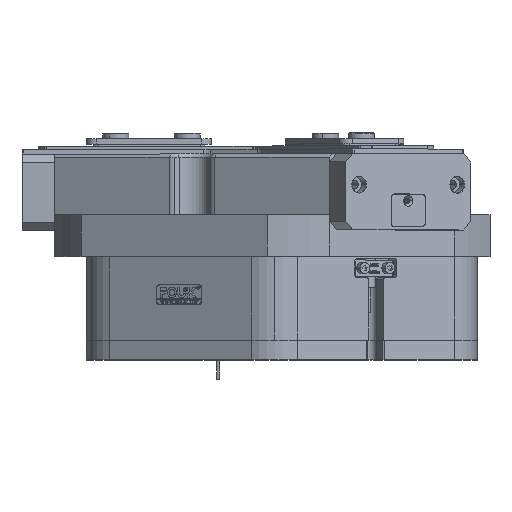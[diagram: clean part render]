
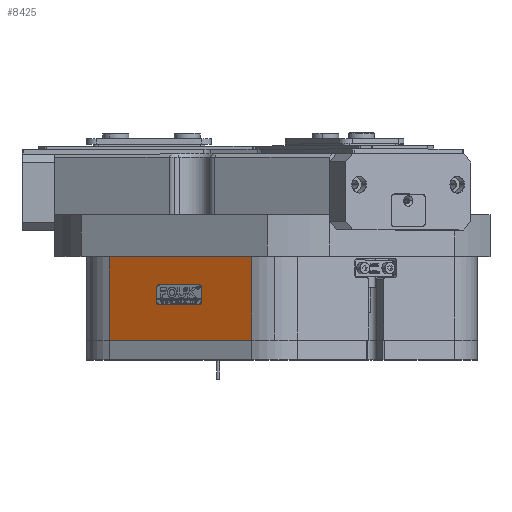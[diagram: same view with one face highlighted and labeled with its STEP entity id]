
A CAD part, top view. The second image highlights one B-rep face of the part: STEP entity #8425.
In plain terms, the highlighted planar face has unit normal (-0.5, 0, 0.866).
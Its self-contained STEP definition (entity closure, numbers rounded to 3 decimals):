
#2 = EDGE_CURVE ( 'NONE', #63590, #7138, #57306, .T. ) ;
#1150 = DIRECTION ( 'NONE',  ( 0.5, 0., -0.866 ) ) ;
#1605 = DIRECTION ( 'NONE',  ( 0.866, 0., 0.5 ) ) ;
#1733 = VECTOR ( 'NONE', #42567, 1000. ) ;
#2056 = ORIENTED_EDGE ( 'NONE', *, *, #2, .T. ) ;
#2296 = DIRECTION ( 'NONE',  ( -0.866, 0., -0.5 ) ) ;
#2311 = DIRECTION ( 'NONE',  ( 0.5, 0., -0.866 ) ) ;
#2585 = EDGE_CURVE ( 'NONE', #13063, #46034, #56029, .T. ) ;
#3941 = DIRECTION ( 'NONE',  ( 0.5, 0., -0.866 ) ) ;
#4984 = VERTEX_POINT ( 'NONE', #47073 ) ;
#6923 = LINE ( 'NONE', #47161, #28280 ) ;
#7138 = VERTEX_POINT ( 'NONE', #10961 ) ;
#7153 = EDGE_CURVE ( 'NONE', #35430, #44124, #6923, .T. ) ;
#7195 = VECTOR ( 'NONE', #26089, 1000. ) ;
#8425 = ADVANCED_FACE ( 'NONE', ( #52119, #44692 ), #17721, .T. ) ;
#8571 = VERTEX_POINT ( 'NONE', #23880 ) ;
#9137 = EDGE_CURVE ( 'NONE', #18424, #63590, #25483, .T. ) ;
#9683 = VECTOR ( 'NONE', #25570, 1000. ) ;
#10093 = CARTESIAN_POINT ( 'NONE',  ( -74.423, 22., 97.905 ) ) ;
#10201 = CARTESIAN_POINT ( 'NONE',  ( -50.175, 34.2, 111.905 ) ) ;
#10609 = ORIENTED_EDGE ( 'NONE', *, *, #64829, .T. ) ;
#10761 = CARTESIAN_POINT ( 'NONE',  ( -50.175, 22., 111.905 ) ) ;
#10961 = CARTESIAN_POINT ( 'NONE',  ( -105., 0., 80.252 ) ) ;
#11283 = CARTESIAN_POINT ( 'NONE',  ( -105.017, 51.8, 80.242 ) ) ;
#12913 = AXIS2_PLACEMENT_3D ( 'NONE', #67961, #3941, #46091 ) ;
#13063 = VERTEX_POINT ( 'NONE', #46291 ) ;
#13476 = ORIENTED_EDGE ( 'NONE', *, *, #16590, .F. ) ;
#13725 = CARTESIAN_POINT ( 'NONE',  ( -17., 50.8, 131.059 ) ) ;
#15101 = AXIS2_PLACEMENT_3D ( 'NONE', #48391, #1150, #37940 ) ;
#15218 = AXIS2_PLACEMENT_3D ( 'NONE', #33829, #2311, #28072 ) ;
#15575 = VECTOR ( 'NONE', #30623, 1000. ) ;
#15729 = CIRCLE ( 'NONE', #15218, 2.1 ) ;
#16213 = LINE ( 'NONE', #19406, #9683 ) ;
#16215 = CARTESIAN_POINT ( 'NONE',  ( -16.983, 51.8, 131.068 ) ) ;
#16590 = EDGE_CURVE ( 'NONE', #18424, #8571, #55356, .T. ) ;
#17486 =( BOUNDED_CURVE ( )  B_SPLINE_CURVE ( 3, ( #22158, #58390, #47822, #16215 ),
 .UNSPECIFIED., .F., .T. ) 
 B_SPLINE_CURVE_WITH_KNOTS ( ( 4, 4 ),
 ( 0., 0.034 ),
 .UNSPECIFIED. ) 
 CURVE ( )  GEOMETRIC_REPRESENTATION_ITEM ( )  RATIONAL_B_SPLINE_CURVE ( ( 1., 1., 1., 1. ) ) 
 REPRESENTATION_ITEM ( '' )  );
#17683 = ORIENTED_EDGE ( 'NONE', *, *, #25172, .T. ) ;
#17703 = VERTEX_POINT ( 'NONE', #22868 ) ;
#17721 = PLANE ( 'NONE',  #23034 ) ;
#17942 = CARTESIAN_POINT ( 'NONE',  ( 122., 0., 211.31 ) ) ;
#18312 = ORIENTED_EDGE ( 'NONE', *, *, #53447, .F. ) ;
#18390 = ORIENTED_EDGE ( 'NONE', *, *, #49402, .T. ) ;
#18424 = VERTEX_POINT ( 'NONE', #11283 ) ;
#18721 = DIRECTION ( 'NONE',  ( -0.866, 0., -0.5 ) ) ;
#19022 = LINE ( 'NONE', #17942, #58582 ) ;
#19406 = CARTESIAN_POINT ( 'NONE',  ( -76.242, 32.1, 96.855 ) ) ;
#19610 = ORIENTED_EDGE ( 'NONE', *, *, #39675, .T. ) ;
#20033 = EDGE_LOOP ( 'NONE', ( #28700, #2056, #18312, #48964, #18390, #13476 ) ) ;
#20616 = ORIENTED_EDGE ( 'NONE', *, *, #2585, .T. ) ;
#20651 = VERTEX_POINT ( 'NONE', #13725 ) ;
#20995 = EDGE_CURVE ( 'NONE', #4984, #58642, #25264, .T. ) ;
#22158 = CARTESIAN_POINT ( 'NONE',  ( -17., 50.8, 131.059 ) ) ;
#22868 = CARTESIAN_POINT ( 'NONE',  ( -76.242, 32.1, 96.855 ) ) ;
#23034 = AXIS2_PLACEMENT_3D ( 'NONE', #48417, #27368, #1605 ) ;
#23165 = CARTESIAN_POINT ( 'NONE',  ( -105., 115., 80.252 ) ) ;
#23880 = CARTESIAN_POINT ( 'NONE',  ( -16.983, 51.8, 131.068 ) ) ;
#24292 = CARTESIAN_POINT ( 'NONE',  ( -105., 50.8, 80.252 ) ) ;
#25172 = EDGE_CURVE ( 'NONE', #60817, #17703, #16213, .T. ) ;
#25264 = LINE ( 'NONE', #42001, #7195 ) ;
#25483 =( BOUNDED_CURVE ( )  B_SPLINE_CURVE ( 3, ( #29325, #34871, #45530, #24292 ),
 .UNSPECIFIED., .F., .F. ) 
 B_SPLINE_CURVE_WITH_KNOTS ( ( 4, 4 ),
 ( 3.107, 3.142 ),
 .UNSPECIFIED. ) 
 CURVE ( )  GEOMETRIC_REPRESENTATION_ITEM ( )  RATIONAL_B_SPLINE_CURVE ( ( 1., 1., 1., 1. ) ) 
 REPRESENTATION_ITEM ( '' )  );
#25570 = DIRECTION ( 'NONE',  ( 0., 1., 0. ) ) ;
#25911 = ORIENTED_EDGE ( 'NONE', *, *, #20995, .T. ) ;
#26089 = DIRECTION ( 'NONE',  ( 0.866, 0., 0.5 ) ) ;
#27368 = DIRECTION ( 'NONE',  ( -0.5, 0., 0.866 ) ) ;
#28072 = DIRECTION ( 'NONE',  ( 0.866, 0., 0.5 ) ) ;
#28280 = VECTOR ( 'NONE', #52482, 1000. ) ;
#28700 = ORIENTED_EDGE ( 'NONE', *, *, #9137, .T. ) ;
#29325 = CARTESIAN_POINT ( 'NONE',  ( -105.017, 51.8, 80.242 ) ) ;
#30113 = ORIENTED_EDGE ( 'NONE', *, *, #38781, .T. ) ;
#30623 = DIRECTION ( 'NONE',  ( 0., -1., 0. ) ) ;
#31617 = CIRCLE ( 'NONE', #12913, 2.1 ) ;
#33552 = ORIENTED_EDGE ( 'NONE', *, *, #7153, .T. ) ;
#33760 = CIRCLE ( 'NONE', #15101, 2.1 ) ;
#33829 = CARTESIAN_POINT ( 'NONE',  ( -50.175, 32.1, 111.905 ) ) ;
#34202 = DIRECTION ( 'NONE',  ( 0., -1., 0. ) ) ;
#34830 = DIRECTION ( 'NONE',  ( 0.5, 0., -0.866 ) ) ;
#34871 = CARTESIAN_POINT ( 'NONE',  ( -105.006, 51.467, 80.248 ) ) ;
#35430 = VERTEX_POINT ( 'NONE', #10761 ) ;
#36101 = CARTESIAN_POINT ( 'NONE',  ( -17., 115., 131.059 ) ) ;
#37893 = CARTESIAN_POINT ( 'NONE',  ( -61., 51.8, 105.655 ) ) ;
#37940 = DIRECTION ( 'NONE',  ( -0.866, 0., -0.5 ) ) ;
#38781 = EDGE_CURVE ( 'NONE', #44124, #60817, #54459, .T. ) ;
#39643 = LINE ( 'NONE', #36101, #47971 ) ;
#39675 = EDGE_CURVE ( 'NONE', #46034, #35430, #33760, .T. ) ;
#40243 = EDGE_LOOP ( 'NONE', ( #20616, #19610, #33552, #30113, #17683, #43065, #25911, #10609 ) ) ;
#42001 = CARTESIAN_POINT ( 'NONE',  ( -50.175, 34.2, 111.905 ) ) ;
#42567 = DIRECTION ( 'NONE',  ( 0.866, 0., 0.5 ) ) ;
#43065 = ORIENTED_EDGE ( 'NONE', *, *, #51137, .T. ) ;
#44124 = VERTEX_POINT ( 'NONE', #10093 ) ;
#44692 = FACE_BOUND ( 'NONE', #40243, .T. ) ;
#45530 = CARTESIAN_POINT ( 'NONE',  ( -105., 51.133, 80.252 ) ) ;
#46034 = VERTEX_POINT ( 'NONE', #66616 ) ;
#46091 = DIRECTION ( 'NONE',  ( -0.866, 0., -0.5 ) ) ;
#46291 = CARTESIAN_POINT ( 'NONE',  ( -48.356, 32.1, 112.955 ) ) ;
#47073 = CARTESIAN_POINT ( 'NONE',  ( -74.423, 34.2, 97.905 ) ) ;
#47161 = CARTESIAN_POINT ( 'NONE',  ( -50.175, 22., 111.905 ) ) ;
#47357 = AXIS2_PLACEMENT_3D ( 'NONE', #50326, #34830, #18721 ) ;
#47703 = DIRECTION ( 'NONE',  ( 0., 1., 0. ) ) ;
#47822 = CARTESIAN_POINT ( 'NONE',  ( -16.994, 51.467, 131.062 ) ) ;
#47971 = VECTOR ( 'NONE', #47703, 1000. ) ;
#48274 = VECTOR ( 'NONE', #34202, 1000. ) ;
#48391 = CARTESIAN_POINT ( 'NONE',  ( -50.175, 24.1, 111.905 ) ) ;
#48417 = CARTESIAN_POINT ( 'NONE',  ( 122., 115., 211.31 ) ) ;
#48964 = ORIENTED_EDGE ( 'NONE', *, *, #52851, .T. ) ;
#49188 = CARTESIAN_POINT ( 'NONE',  ( -76.242, 24.1, 96.855 ) ) ;
#49402 = EDGE_CURVE ( 'NONE', #20651, #8571, #17486, .T. ) ;
#49797 = VERTEX_POINT ( 'NONE', #51235 ) ;
#50326 = CARTESIAN_POINT ( 'NONE',  ( -74.423, 24.1, 97.905 ) ) ;
#51137 = EDGE_CURVE ( 'NONE', #17703, #4984, #31617, .T. ) ;
#51235 = CARTESIAN_POINT ( 'NONE',  ( -17., 0., 131.059 ) ) ;
#52119 = FACE_OUTER_BOUND ( 'NONE', #20033, .T. ) ;
#52482 = DIRECTION ( 'NONE',  ( -0.866, 0., -0.5 ) ) ;
#52851 = EDGE_CURVE ( 'NONE', #49797, #20651, #39643, .T. ) ;
#53447 = EDGE_CURVE ( 'NONE', #49797, #7138, #19022, .T. ) ;
#54459 = CIRCLE ( 'NONE', #47357, 2.1 ) ;
#55356 = LINE ( 'NONE', #37893, #1733 ) ;
#56029 = LINE ( 'NONE', #57183, #15575 ) ;
#57183 = CARTESIAN_POINT ( 'NONE',  ( -48.356, 32.1, 112.955 ) ) ;
#57306 = LINE ( 'NONE', #23165, #48274 ) ;
#58390 = CARTESIAN_POINT ( 'NONE',  ( -17., 51.133, 131.059 ) ) ;
#58582 = VECTOR ( 'NONE', #2296, 1000. ) ;
#58642 = VERTEX_POINT ( 'NONE', #10201 ) ;
#60817 = VERTEX_POINT ( 'NONE', #49188 ) ;
#63590 = VERTEX_POINT ( 'NONE', #67470 ) ;
#64829 = EDGE_CURVE ( 'NONE', #58642, #13063, #15729, .T. ) ;
#66616 = CARTESIAN_POINT ( 'NONE',  ( -48.356, 24.1, 112.955 ) ) ;
#67470 = CARTESIAN_POINT ( 'NONE',  ( -105., 50.8, 80.252 ) ) ;
#67961 = CARTESIAN_POINT ( 'NONE',  ( -74.423, 32.1, 97.905 ) ) ;
